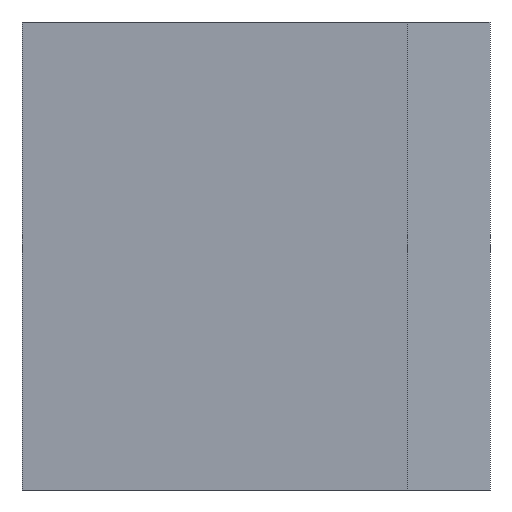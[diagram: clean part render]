
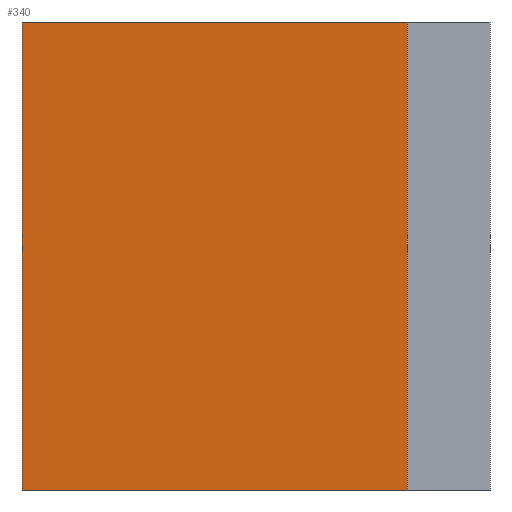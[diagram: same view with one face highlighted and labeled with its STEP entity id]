
A CAD part, left-side view. The second image highlights one B-rep face of the part: STEP entity #340.
In plain terms, the highlighted planar face has unit normal (-0.996, 0.087, 0).
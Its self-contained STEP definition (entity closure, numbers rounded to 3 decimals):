
#22 = CARTESIAN_POINT ( 'NONE',  ( -1.524, 0.3, 0.85 ) ) ;
#49 = CARTESIAN_POINT ( 'NONE',  ( -1.55, 0., -0.85 ) ) ;
#58 = VECTOR ( 'NONE', #131, 1000. ) ;
#117 = DIRECTION ( 'NONE',  ( -0.087, -0.996, 0. ) ) ;
#131 = DIRECTION ( 'NONE',  ( 0., 0., 1. ) ) ;
#140 = VERTEX_POINT ( 'NONE', #22 ) ;
#162 = VECTOR ( 'NONE', #577, 1000. ) ;
#172 = LINE ( 'NONE', #377, #223 ) ;
#198 = CARTESIAN_POINT ( 'NONE',  ( -1.524, 0.3, -0.85 ) ) ;
#200 = ORIENTED_EDGE ( 'NONE', *, *, #904, .T. ) ;
#201 = CARTESIAN_POINT ( 'NONE',  ( -1.401, 1.7, -0.85 ) ) ;
#202 = CARTESIAN_POINT ( 'NONE',  ( -1.401, 1.7, 0.85 ) ) ;
#223 = VECTOR ( 'NONE', #117, 1000. ) ;
#280 = DIRECTION ( 'NONE',  ( 0.087, 0.996, 0. ) ) ;
#337 = VERTEX_POINT ( 'NONE', #201 ) ;
#340 = ADVANCED_FACE ( 'NONE', ( #959 ), #782, .F. ) ;
#375 = ORIENTED_EDGE ( 'NONE', *, *, #894, .T. ) ;
#377 = CARTESIAN_POINT ( 'NONE',  ( -1.55, 0., 0.85 ) ) ;
#386 = VERTEX_POINT ( 'NONE', #198 ) ;
#441 = CARTESIAN_POINT ( 'NONE',  ( -1.401, 1.7, 0.85 ) ) ;
#480 = LINE ( 'NONE', #857, #58 ) ;
#577 = DIRECTION ( 'NONE',  ( -0.087, -0.996, 0. ) ) ;
#590 = LINE ( 'NONE', #441, #659 ) ;
#610 = EDGE_CURVE ( 'NONE', #844, #337, #590, .T. ) ;
#640 = DIRECTION ( 'NONE',  ( 0.996, -0.087, 0. ) ) ;
#659 = VECTOR ( 'NONE', #790, 1000. ) ;
#742 = LINE ( 'NONE', #49, #162 ) ;
#748 = EDGE_CURVE ( 'NONE', #844, #140, #172, .T. ) ;
#782 = PLANE ( 'NONE',  #837 ) ;
#786 = ORIENTED_EDGE ( 'NONE', *, *, #610, .T. ) ;
#790 = DIRECTION ( 'NONE',  ( 0., 0., -1. ) ) ;
#837 = AXIS2_PLACEMENT_3D ( 'NONE', #939, #640, #280 ) ;
#844 = VERTEX_POINT ( 'NONE', #202 ) ;
#857 = CARTESIAN_POINT ( 'NONE',  ( -1.524, 0.3, 0.85 ) ) ;
#894 = EDGE_CURVE ( 'NONE', #337, #386, #742, .T. ) ;
#904 = EDGE_CURVE ( 'NONE', #386, #140, #480, .T. ) ;
#911 = EDGE_LOOP ( 'NONE', ( #375, #200, #950, #786 ) ) ;
#939 = CARTESIAN_POINT ( 'NONE',  ( -1.55, 0., 0.85 ) ) ;
#950 = ORIENTED_EDGE ( 'NONE', *, *, #748, .F. ) ;
#959 = FACE_OUTER_BOUND ( 'NONE', #911, .T. ) ;
